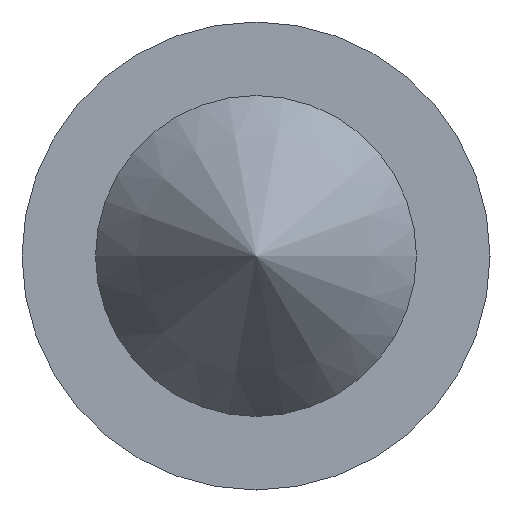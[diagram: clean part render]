
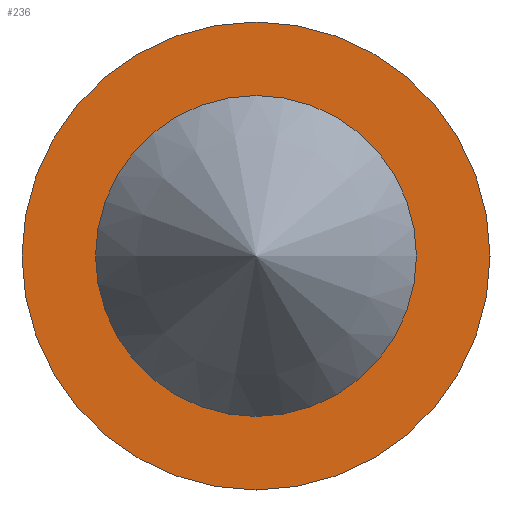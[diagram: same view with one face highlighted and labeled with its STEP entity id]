
A CAD part, left-side view. The second image highlights one B-rep face of the part: STEP entity #236.
In plain terms, the highlighted planar face has unit normal (-1, 0, 0).
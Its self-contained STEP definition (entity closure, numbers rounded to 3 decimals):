
#16=FACE_BOUND('',#55,.T.);
#22=CIRCLE('',#271,3.5);
#23=CIRCLE('',#272,3.5);
#24=CIRCLE('',#275,2.4);
#25=CIRCLE('',#276,2.4);
#40=FACE_OUTER_BOUND('',#54,.T.);
#54=EDGE_LOOP('',(#203,#204));
#55=EDGE_LOOP('',(#205,#206));
#117=VERTEX_POINT('',#396);
#118=VERTEX_POINT('',#398);
#119=VERTEX_POINT('',#403);
#120=VERTEX_POINT('',#404);
#147=EDGE_CURVE('',#117,#118,#22,.T.);
#148=EDGE_CURVE('',#118,#117,#23,.T.);
#149=EDGE_CURVE('',#119,#120,#24,.T.);
#150=EDGE_CURVE('',#120,#119,#25,.T.);
#203=ORIENTED_EDGE('',*,*,#148,.F.);
#204=ORIENTED_EDGE('',*,*,#147,.F.);
#205=ORIENTED_EDGE('',*,*,#149,.T.);
#206=ORIENTED_EDGE('',*,*,#150,.T.);
#225=PLANE('',#274);
#236=ADVANCED_FACE('',(#40,#16),#225,.T.);
#271=AXIS2_PLACEMENT_3D('',#399,#327,#328);
#272=AXIS2_PLACEMENT_3D('',#400,#329,#330);
#274=AXIS2_PLACEMENT_3D('',#402,#333,#334);
#275=AXIS2_PLACEMENT_3D('',#405,#335,#336);
#276=AXIS2_PLACEMENT_3D('',#406,#337,#338);
#327=DIRECTION('center_axis',(1.,0.,0.));
#328=DIRECTION('ref_axis',(0.,1.,0.));
#329=DIRECTION('center_axis',(1.,0.,0.));
#330=DIRECTION('ref_axis',(0.,1.,0.));
#333=DIRECTION('center_axis',(-1.,0.,0.));
#334=DIRECTION('ref_axis',(0.,0.,1.));
#335=DIRECTION('center_axis',(1.,0.,0.));
#336=DIRECTION('ref_axis',(0.,1.,0.));
#337=DIRECTION('center_axis',(1.,0.,0.));
#338=DIRECTION('ref_axis',(0.,1.,0.));
#396=CARTESIAN_POINT('',(16.,-3.5,0.));
#398=CARTESIAN_POINT('',(16.,3.5,0.));
#399=CARTESIAN_POINT('Origin',(16.,0.,0.));
#400=CARTESIAN_POINT('Origin',(16.,0.,0.));
#402=CARTESIAN_POINT('Origin',(16.,2.95,0.));
#403=CARTESIAN_POINT('',(16.,2.4,0.));
#404=CARTESIAN_POINT('',(16.,-2.4,0.));
#405=CARTESIAN_POINT('Origin',(16.,0.,0.));
#406=CARTESIAN_POINT('Origin',(16.,0.,0.));
